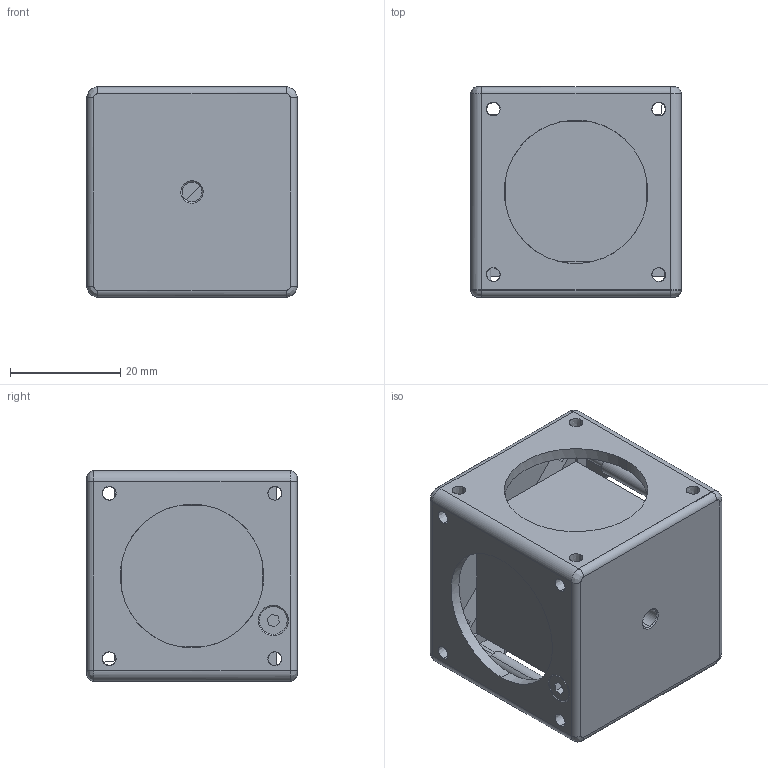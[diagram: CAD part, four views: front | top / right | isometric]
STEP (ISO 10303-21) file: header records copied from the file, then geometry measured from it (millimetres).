
FILE_DESCRIPTION (( 'STEP AP203' ), '1' );
FILE_NAME ('1.STEP', '2021-11-15T06:20:07', ( '' ), ( '' ), 'SwSTEP 2.0', 'SolidWorks 2020', '' );
FILE_SCHEMA (( 'CONFIG_CONTROL_DESIGN' ));
Length unit declared in the file: millimetre
Products named in the file (1): 1
Bounding box: 38.1 x 38.1 x 38.1 mm (x, y, z)
Surface area: 16018.5 mm2 (no closed solid volume)
Topology: 0 solids, 8 shells, 170 faces, 614 edges, 426 vertices
Faces by surface type: bspline 170
Entity records: 9017 total; most frequent: CARTESIAN_POINT 5757, ORIENTED_EDGE 994, EDGE_CURVE 614, B_SPLINE_CURVE_WITH_KNOTS 480, VERTEX_POINT 426, EDGE_LOOP 209, FACE_OUTER_BOUND 170, ADVANCED_FACE 170
